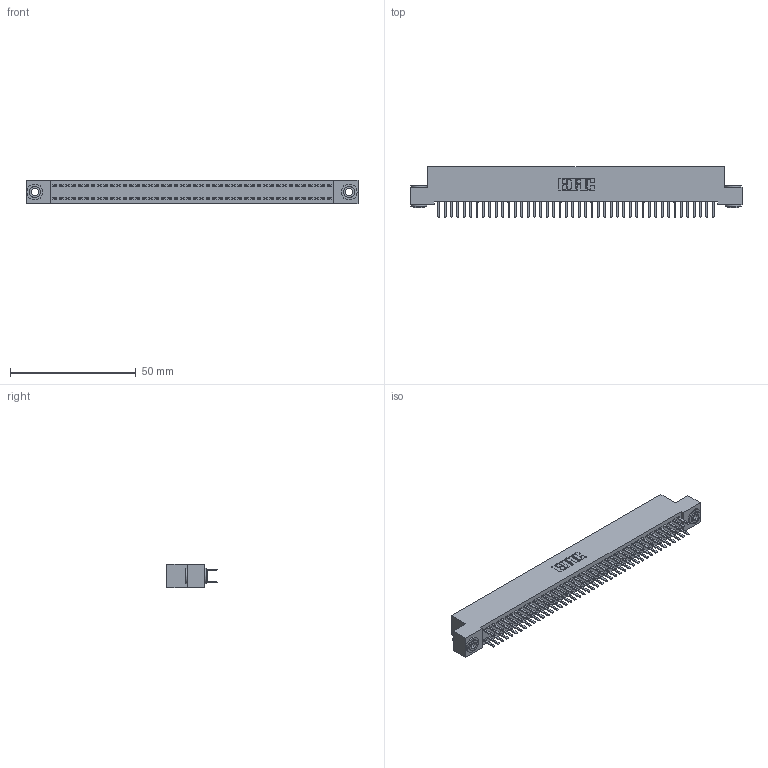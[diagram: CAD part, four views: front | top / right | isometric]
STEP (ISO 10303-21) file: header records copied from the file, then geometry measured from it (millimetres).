
FILE_DESCRIPTION (( 'STEP AP203' ), '1' );
FILE_NAME ('342-088-520-203.STEP', '2019-10-04T13:32:06', ( '' ), ( '' ), 'SwSTEP 2.0', 'SolidWorks 2016', '' );
FILE_SCHEMA (( 'CONFIG_CONTROL_DESIGN' ));
Length unit declared in the file: inch
Products named in the file (4): 342 Part_.156 TH; 345-292-001_345-293-120; 342-250-002_345-250-002-102; 342-088-520-203
Assembly tree (91 placements, depth 2):
  342-088-520-203
    342 Part_.156 TH
    345-292-001_345-293-120  x88
    342-250-002_345-250-002-102  x2
Bounding box: 132.08 x 20.02 x 9.4 mm (x, y, z)
Volume: 11861 mm3; surface area: 19478.8 mm2
Topology: 91 solids, 91 shells, 5076 faces, 14719 edges, 9574 vertices
Faces by surface type: plane 3420, cylinder 1648, cone 8
Entity records: 28680 total; most frequent: CARTESIAN_POINT 4737, ORIENTED_EDGE 4654, DIRECTION 4065, EDGE_CURVE 2327, VECTOR 2171, LINE 2171, VERTEX_POINT 1546, AXIS2_PLACEMENT_3D 947
